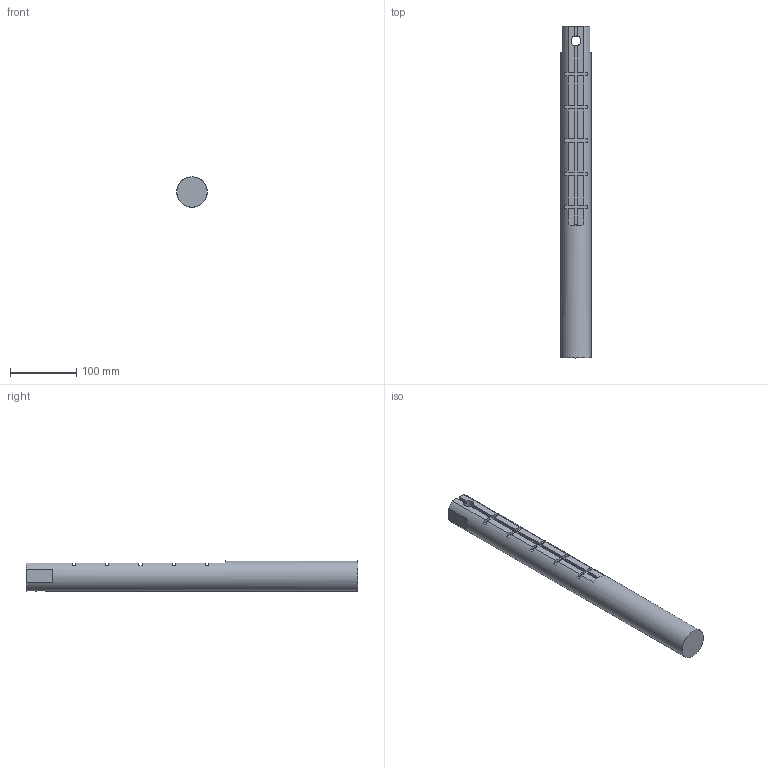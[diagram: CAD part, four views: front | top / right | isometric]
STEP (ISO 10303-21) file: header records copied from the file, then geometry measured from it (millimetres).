
FILE_DESCRIPTION(/* description */ (''),/* implementation_level */ '2;1');
FILE_NAME(/* name */ 'polarization-head-vertical-shaft.stp',/* author */ ('Jan Olencki')/* preprocessor_version */ 'ST-DEVELOPER v18');
FILE_SCHEMA (('AUTOMOTIVE_DESIGN { 1 0 10303 214 3 1 1 }'));
Length unit declared in the file: millimetre
Products named in the file (1): Polarization head vertical shaft
Bounding box: 45.75 x 500 x 45.75 mm (x, y, z)
Volume: 787394.3 mm3; surface area: 79263.8 mm2
Topology: 1 solids, 1 shells, 58 faces, 171 edges, 114 vertices
Faces by surface type: plane 55, cylinder 3
Full cylindrical faces by diameter (mm): 15 x1, 45.75 x1
Entity records: 2006 total; most frequent: CARTESIAN_POINT 378, ORIENTED_EDGE 342, DIRECTION 323, EDGE_CURVE 171, LINE 133, VECTOR 133, VERTEX_POINT 114, AXIS2_PLACEMENT_3D 95
